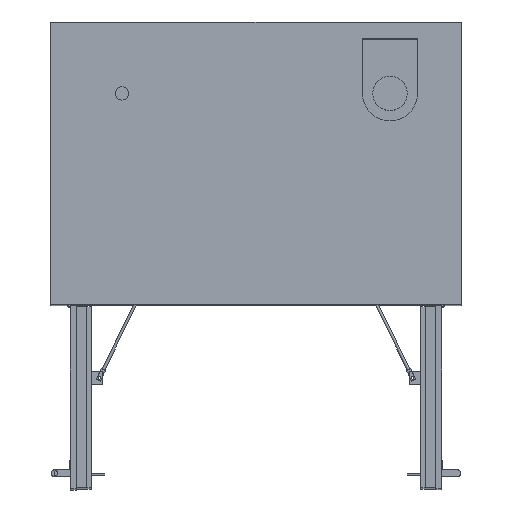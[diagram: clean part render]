
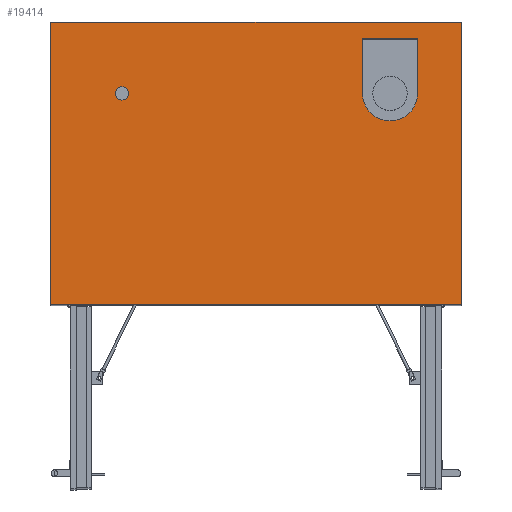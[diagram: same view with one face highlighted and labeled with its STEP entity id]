
A CAD part, top view. The second image highlights one B-rep face of the part: STEP entity #19414.
In plain terms, the highlighted planar face has unit normal (0, 0, 1).
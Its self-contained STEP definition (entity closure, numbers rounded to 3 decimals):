
#461=FACE_BOUND('',#3305,.T.);
#462=FACE_BOUND('',#3306,.T.);
#910=CIRCLE('',#20618,60.);
#915=CIRCLE('',#20645,14.5);
#2207=FACE_OUTER_BOUND('',#3304,.T.);
#3304=EDGE_LOOP('',(#13701,#13702,#13703,#13704));
#3305=EDGE_LOOP('',(#13705));
#3306=EDGE_LOOP('',(#13706,#13707,#13708,#13709));
#4682=LINE('',#26513,#6782);
#4754=LINE('',#26666,#6854);
#4761=LINE('',#26681,#6861);
#4800=LINE('',#26773,#6900);
#4811=LINE('',#26799,#6911);
#4819=LINE('',#26817,#6919);
#4820=LINE('',#26819,#6920);
#6782=VECTOR('',#21931,10.);
#6854=VECTOR('',#22059,10.);
#6861=VECTOR('',#22072,10.);
#6900=VECTOR('',#22167,10.);
#6911=VECTOR('',#22194,10.);
#6919=VECTOR('',#22218,10.);
#6920=VECTOR('',#22221,10.);
#8872=VERTEX_POINT('',#26510);
#8873=VERTEX_POINT('',#26512);
#8925=VERTEX_POINT('',#26663);
#8926=VERTEX_POINT('',#26665);
#8928=VERTEX_POINT('',#26671);
#8931=VERTEX_POINT('',#26679);
#8956=VERTEX_POINT('',#26767);
#8962=VERTEX_POINT('',#26796);
#8963=VERTEX_POINT('',#26798);
#10676=EDGE_CURVE('',#8873,#8872,#4682,.T.);
#10754=EDGE_CURVE('',#8926,#8925,#4754,.T.);
#10758=EDGE_CURVE('',#8925,#8928,#910,.T.);
#10762=EDGE_CURVE('',#8928,#8931,#4761,.T.);
#10803=EDGE_CURVE('',#8956,#8956,#915,.T.);
#10806=EDGE_CURVE('',#8931,#8926,#4800,.T.);
#10817=EDGE_CURVE('',#8963,#8962,#4811,.T.);
#10825=EDGE_CURVE('',#8962,#8873,#4819,.T.);
#10826=EDGE_CURVE('',#8872,#8963,#4820,.T.);
#13701=ORIENTED_EDGE('',*,*,#10676,.T.);
#13702=ORIENTED_EDGE('',*,*,#10826,.T.);
#13703=ORIENTED_EDGE('',*,*,#10817,.T.);
#13704=ORIENTED_EDGE('',*,*,#10825,.T.);
#13705=ORIENTED_EDGE('',*,*,#10803,.T.);
#13706=ORIENTED_EDGE('',*,*,#10762,.T.);
#13707=ORIENTED_EDGE('',*,*,#10806,.T.);
#13708=ORIENTED_EDGE('',*,*,#10754,.T.);
#13709=ORIENTED_EDGE('',*,*,#10758,.T.);
#18583=PLANE('',#20666);
#19414=ADVANCED_FACE('',(#2207,#461,#462),#18583,.T.);
#20618=AXIS2_PLACEMENT_3D('',#26673,#22065,#22066);
#20645=AXIS2_PLACEMENT_3D('',#26768,#22159,#22160);
#20666=AXIS2_PLACEMENT_3D('',#26821,#22224,#22225);
#21931=DIRECTION('',(1.,0.,0.));
#22059=DIRECTION('',(0.,-1.,0.));
#22065=DIRECTION('center_axis',(0.,0.,-1.));
#22066=DIRECTION('ref_axis',(-1.,0.,0.));
#22072=DIRECTION('',(0.,1.,0.));
#22159=DIRECTION('center_axis',(0.,0.,-1.));
#22160=DIRECTION('ref_axis',(-1.,0.,0.));
#22167=DIRECTION('',(1.,0.,0.));
#22194=DIRECTION('',(-1.,0.,0.));
#22218=DIRECTION('',(0.,-1.,0.));
#22221=DIRECTION('',(0.,1.,0.));
#22224=DIRECTION('center_axis',(0.,0.,1.));
#22225=DIRECTION('ref_axis',(1.,0.,0.));
#26510=CARTESIAN_POINT('',(446.88,-307.5,974.625));
#26512=CARTESIAN_POINT('',(-446.88,-307.5,974.625));
#26513=CARTESIAN_POINT('',(-446.88,-307.5,974.625));
#26663=CARTESIAN_POINT('',(352.,151.98,974.625));
#26665=CARTESIAN_POINT('',(352.,271.5,974.625));
#26666=CARTESIAN_POINT('',(352.,135.75,974.625));
#26671=CARTESIAN_POINT('',(232.,151.98,974.625));
#26673=CARTESIAN_POINT('Origin',(292.,151.98,974.625));
#26679=CARTESIAN_POINT('',(232.,271.5,974.625));
#26681=CARTESIAN_POINT('',(232.,75.99,974.625));
#26767=CARTESIAN_POINT('',(-277.5,151.98,974.625));
#26768=CARTESIAN_POINT('Origin',(-292.,151.98,974.625));
#26773=CARTESIAN_POINT('',(116.,271.5,974.625));
#26796=CARTESIAN_POINT('',(-446.88,307.5,974.625));
#26798=CARTESIAN_POINT('',(446.88,307.5,974.625));
#26799=CARTESIAN_POINT('',(446.88,307.5,974.625));
#26817=CARTESIAN_POINT('',(-446.88,307.5,974.625));
#26819=CARTESIAN_POINT('',(446.88,-307.5,974.625));
#26821=CARTESIAN_POINT('Origin',(0.,0.,
974.625));
